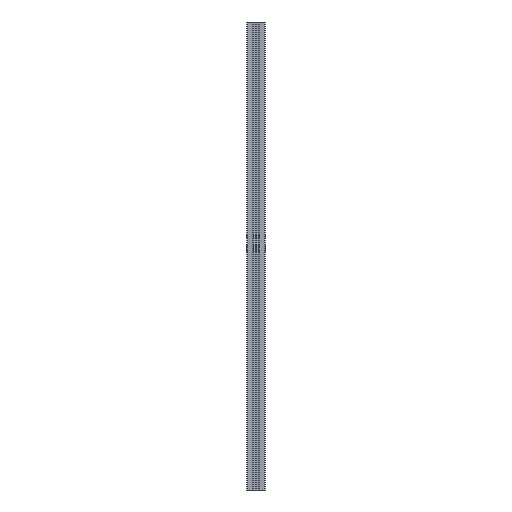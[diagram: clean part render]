
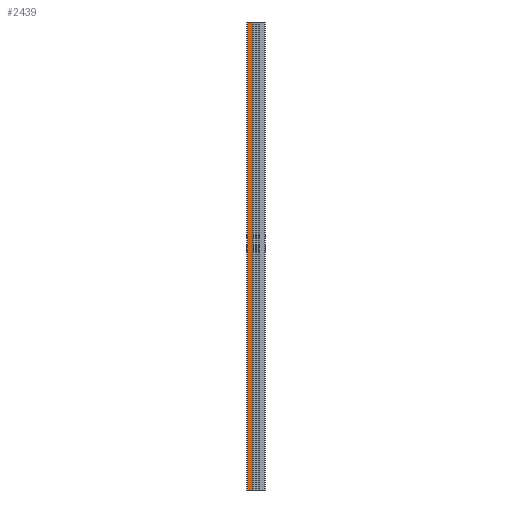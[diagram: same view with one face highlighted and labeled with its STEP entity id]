
A CAD part, left-side view. The second image highlights one B-rep face of the part: STEP entity #2439.
In plain terms, the highlighted planar face has unit normal (-1, 0, 0).
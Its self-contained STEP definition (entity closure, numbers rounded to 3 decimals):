
#31 = CARTESIAN_POINT ( 'NONE',  ( -20., 6.15, 1000. ) ) ;
#37 = DIRECTION ( 'NONE',  ( 1., 0., 0. ) ) ;
#192 = DIRECTION ( 'NONE',  ( 0., 0., 1. ) ) ;
#231 = EDGE_CURVE ( 'NONE', #4717, #2443, #349, .T. ) ;
#349 = LINE ( 'NONE', #2846, #3263 ) ;
#435 = LINE ( 'NONE', #31, #1629 ) ;
#584 = VERTEX_POINT ( 'NONE', #3584 ) ;
#945 = VECTOR ( 'NONE', #192, 1000. ) ;
#1000 = EDGE_CURVE ( 'NONE', #2443, #584, #2321, .T. ) ;
#1210 = EDGE_CURVE ( 'NONE', #2481, #4717, #4697, .T. ) ;
#1213 = ORIENTED_EDGE ( 'NONE', *, *, #231, .T. ) ;
#1553 = FACE_OUTER_BOUND ( 'NONE', #5394, .T. ) ;
#1629 = VECTOR ( 'NONE', #2128, 1000. ) ;
#1656 = PLANE ( 'NONE',  #5549 ) ;
#1682 = CARTESIAN_POINT ( 'NONE',  ( -20., 6.45, 0. ) ) ;
#1954 = CARTESIAN_POINT ( 'NONE',  ( -20., 18., 0. ) ) ;
#2128 = DIRECTION ( 'NONE',  ( 0., -1., 0. ) ) ;
#2321 = LINE ( 'NONE', #5325, #945 ) ;
#2439 = ADVANCED_FACE ( 'NONE', ( #1553 ), #1656, .F. ) ;
#2443 = VERTEX_POINT ( 'NONE', #1682 ) ;
#2481 = VERTEX_POINT ( 'NONE', #4350 ) ;
#2846 = CARTESIAN_POINT ( 'NONE',  ( -20., 6.15, 0. ) ) ;
#2848 = VECTOR ( 'NONE', #3418, 1000. ) ;
#3017 = CARTESIAN_POINT ( 'NONE',  ( -20., 6.15, 1000. ) ) ;
#3108 = ORIENTED_EDGE ( 'NONE', *, *, #5383, .F. ) ;
#3263 = VECTOR ( 'NONE', #4128, 1000. ) ;
#3371 = DIRECTION ( 'NONE',  ( 0., 0., -1. ) ) ;
#3418 = DIRECTION ( 'NONE',  ( 0., 0., -1. ) ) ;
#3584 = CARTESIAN_POINT ( 'NONE',  ( -20., 6.45, 1000. ) ) ;
#4128 = DIRECTION ( 'NONE',  ( 0., -1., 0. ) ) ;
#4350 = CARTESIAN_POINT ( 'NONE',  ( -20., 18., 1000. ) ) ;
#4697 = LINE ( 'NONE', #4728, #2848 ) ;
#4717 = VERTEX_POINT ( 'NONE', #1954 ) ;
#4728 = CARTESIAN_POINT ( 'NONE',  ( -20., 18., 1000. ) ) ;
#4844 = ORIENTED_EDGE ( 'NONE', *, *, #1210, .T. ) ;
#5325 = CARTESIAN_POINT ( 'NONE',  ( -20., 6.45, 1000. ) ) ;
#5370 = ORIENTED_EDGE ( 'NONE', *, *, #1000, .T. ) ;
#5383 = EDGE_CURVE ( 'NONE', #2481, #584, #435, .T. ) ;
#5394 = EDGE_LOOP ( 'NONE', ( #3108, #4844, #1213, #5370 ) ) ;
#5549 = AXIS2_PLACEMENT_3D ( 'NONE', #3017, #37, #3371 ) ;
